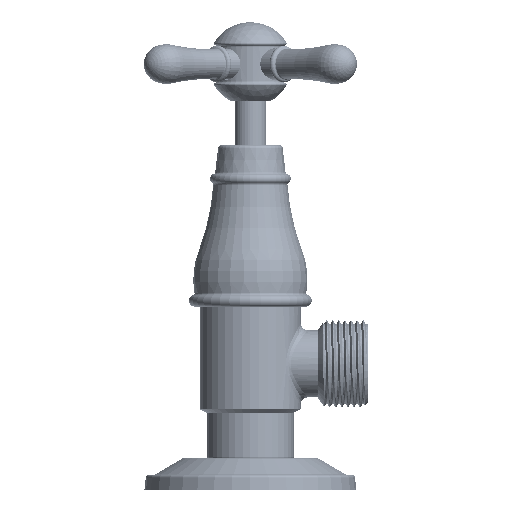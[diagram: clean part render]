
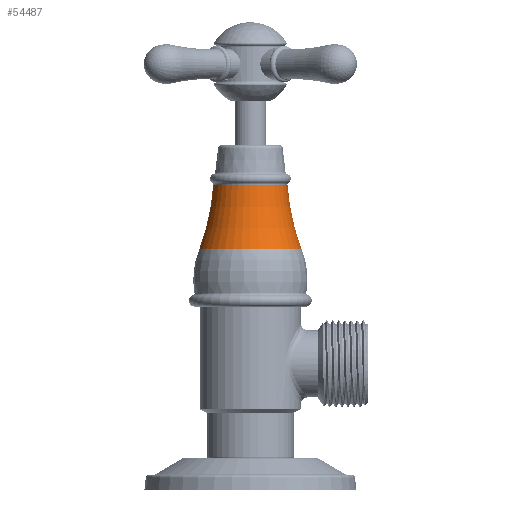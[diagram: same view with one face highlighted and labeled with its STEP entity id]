
A CAD part, left-side view. The second image highlights one B-rep face of the part: STEP entity #54487.
In plain terms, the highlighted toroidal (fillet/blend) face has major radius 80.84 mm and minor radius 70 mm.
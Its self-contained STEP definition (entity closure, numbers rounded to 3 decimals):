
#99 = EDGE_CURVE ( 'NONE', #62610, #13319, #32036, .T. ) ;
#113 = AXIS2_PLACEMENT_3D ( 'NONE', #41801, #53176, #14724 ) ;
#581 = AXIS2_PLACEMENT_3D ( 'NONE', #21996, #16138, #26765 ) ;
#1432 = CARTESIAN_POINT ( 'NONE',  ( 0., 36.245, 0. ) ) ;
#3116 = EDGE_LOOP ( 'NONE', ( #36222, #38181, #15211, #71967 ) ) ;
#4042 = AXIS2_PLACEMENT_3D ( 'NONE', #1432, #23758, #46057 ) ;
#7049 = CARTESIAN_POINT ( 'NONE',  ( 0., 36.245, -11.024 ) ) ;
#7271 = VERTEX_POINT ( 'NONE', #14516 ) ;
#10224 = CARTESIAN_POINT ( 'NONE',  ( 0., 41.319, -80.84 ) ) ;
#10894 = CIRCLE ( 'NONE', #60035, 70. ) ;
#12438 = EDGE_CURVE ( 'NONE', #7271, #62610, #23975, .T. ) ;
#13319 = VERTEX_POINT ( 'NONE', #7049 ) ;
#14027 = VERTEX_POINT ( 'NONE', #39296 ) ;
#14516 = CARTESIAN_POINT ( 'NONE',  ( 0., 17., 15.2 ) ) ;
#14724 = DIRECTION ( 'NONE',  ( 0., 0., -1. ) ) ;
#15211 = ORIENTED_EDGE ( 'NONE', *, *, #99, .T. ) ;
#16138 = DIRECTION ( 'NONE',  ( 1., 0., 0. ) ) ;
#16409 = TOROIDAL_SURFACE ( 'NONE', #62068, 80.84, 70. ) ;
#19190 = CARTESIAN_POINT ( 'NONE',  ( 0., 36.245, 11.024 ) ) ;
#21996 = CARTESIAN_POINT ( 'NONE',  ( 0., 41.319, 80.84 ) ) ;
#23758 = DIRECTION ( 'NONE',  ( 0., -1., 0. ) ) ;
#23975 = CIRCLE ( 'NONE', #581, 70. ) ;
#26765 = DIRECTION ( 'NONE',  ( 0., 0., -1. ) ) ;
#31676 = CIRCLE ( 'NONE', #113, 15.2 ) ;
#32036 = CIRCLE ( 'NONE', #4042, 11.024 ) ;
#32892 = DIRECTION ( 'NONE',  ( 0., 0., 1. ) ) ;
#34702 = CARTESIAN_POINT ( 'NONE',  ( 0., 41.319, 0. ) ) ;
#36222 = ORIENTED_EDGE ( 'NONE', *, *, #52987, .F. ) ;
#38181 = ORIENTED_EDGE ( 'NONE', *, *, #12438, .T. ) ;
#39296 = CARTESIAN_POINT ( 'NONE',  ( 0., 17., -15.2 ) ) ;
#39826 = FACE_OUTER_BOUND ( 'NONE', #3116, .T. ) ;
#41801 = CARTESIAN_POINT ( 'NONE',  ( 0., 17., 0. ) ) ;
#45299 = DIRECTION ( 'NONE',  ( 0., -1., 0. ) ) ;
#46057 = DIRECTION ( 'NONE',  ( 0., 0., 1. ) ) ;
#52987 = EDGE_CURVE ( 'NONE', #7271, #14027, #31676, .T. ) ;
#53176 = DIRECTION ( 'NONE',  ( 0., -1., 0. ) ) ;
#54487 = ADVANCED_FACE ( 'NONE', ( #39826 ), #16409, .F. ) ;
#56695 = DIRECTION ( 'NONE',  ( 0., 0., -1. ) ) ;
#60035 = AXIS2_PLACEMENT_3D ( 'NONE', #10224, #66254, #32892 ) ;
#62068 = AXIS2_PLACEMENT_3D ( 'NONE', #34702, #45299, #56695 ) ;
#62610 = VERTEX_POINT ( 'NONE', #19190 ) ;
#63110 = EDGE_CURVE ( 'NONE', #14027, #13319, #10894, .T. ) ;
#66254 = DIRECTION ( 'NONE',  ( -1., 0., 0. ) ) ;
#71967 = ORIENTED_EDGE ( 'NONE', *, *, #63110, .F. ) ;
